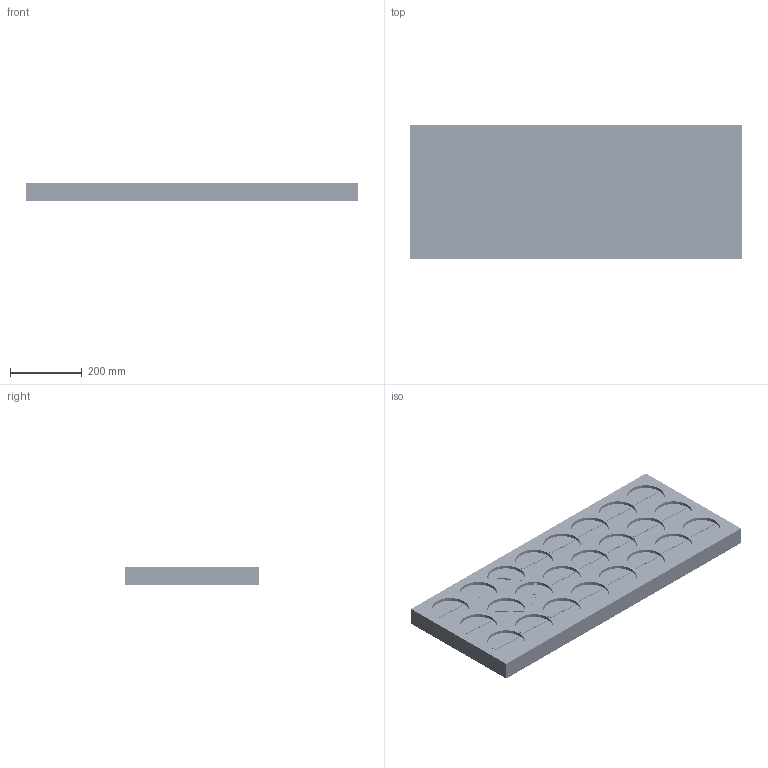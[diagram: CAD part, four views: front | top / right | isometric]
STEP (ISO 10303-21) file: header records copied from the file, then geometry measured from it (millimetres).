
FILE_DESCRIPTION(/* description */ (''),/* implementation_level */ '2;1');
FILE_NAME(/* name */ 'Clock Assembly.step',/* time_stamp */ '2022-07-05T09:49:20-06:00',/* author */ (''),/* organization */ (''),/* preprocessor_version */ 'ST-DEVELOPER v19',/* originating_system */ 'Autodesk Translation Framework v11.7.0.108',/* authorisation */ '');
FILE_SCHEMA (('AUTOMOTIVE_DESIGN { 1 0 10303 214 3 1 1 }'));
Products named in the file (35): Clock Assembly; Face Plate; Movement; Movement_1; Movement_2; Movement_3; Movement_4; Movement_5; Movement_6; Movement_7; Movement_8; Movement_9; Movement_10; Movement_11; Movement_12; Movement_13; Movement_14; Movement_15; Movement_16; Movement_17; Movement_18; Movement_19; Movement_20; Movement_21; Movement_22; Movement_23; Face; Minute Hand; Motor; Hour Hand; Spur Gear (20 teeth); Hour Hand (1); Minute Hand (1); Power Supply; Border
Assembly tree (219 placements, depth 3):
  Clock Assembly
    Face Plate
    Movement
      Face
      Motor  x2
      Minute Hand
      Hour Hand
      Spur Gear (20 teeth)
      Hour Hand (1)
      Minute Hand (1)
    Movement_1
      Face
      Motor  x2
      Minute Hand
      Hour Hand
      Spur Gear (20 teeth)
      Hour Hand (1)
      Minute Hand (1)
    Movement_2
      Face
      Motor  x2
      Minute Hand
      Hour Hand
      Spur Gear (20 teeth)
      Hour Hand (1)
      Minute Hand (1)
    Movement_3
      Face
      Motor  x2
      Minute Hand
      Hour Hand
      Spur Gear (20 teeth)
      Hour Hand (1)
      Minute Hand (1)
    Movement_4
      Face
      Motor  x2
      Minute Hand
      Hour Hand
      Spur Gear (20 teeth)
      Hour Hand (1)
      Minute Hand (1)
    Movement_5
      Face
      Motor  x2
      Minute Hand
      Hour Hand
      Spur Gear (20 teeth)
      Hour Hand (1)
      Minute Hand (1)
    Movement_6
      Face
      Motor  x2
      Minute Hand
      Hour Hand
      Spur Gear (20 teeth)
      Hour Hand (1)
      Minute Hand (1)
    Movement_7
      Face
Bounding box: 925 x 375 x 50 mm (x, y, z)
Volume: 5035199.7 mm3; surface area: 1593283.6 mm2
Topology: 195 solids, 195 shells, 10558 faces, 29064 edges, 19376 vertices
Faces by surface type: cylinder 4848, plane 3790, bspline 1920
Full cylindrical faces by diameter (mm): 3.2 x24, 3.4 x24, 3.5 x48, 3.9 x96, 4.1 x96, 4.9 x48, 6 x24, 6.02 x24, 6.4 x24, 6.6 x24, 8.1 x96, 8.9 x48, 9 x48, 28 x48, 105 x24
Entity records: 41160 total; most frequent: CARTESIAN_POINT 26739, DIRECTION 3022, ORIENTED_EDGE 2664, EDGE_CURVE 1332, AXIS2_PLACEMENT_3D 1171, VERTEX_POINT 888, LINE 680, VECTOR 680
